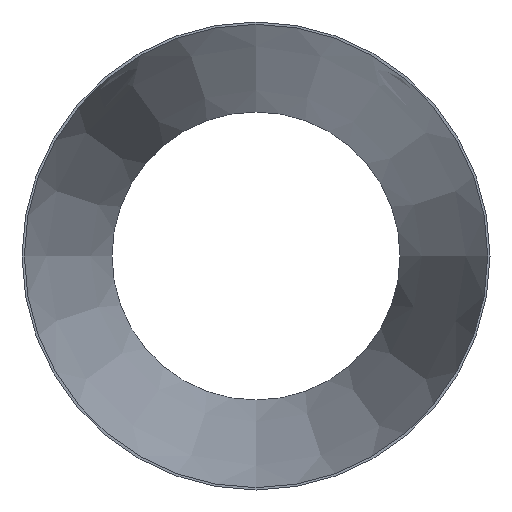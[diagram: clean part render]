
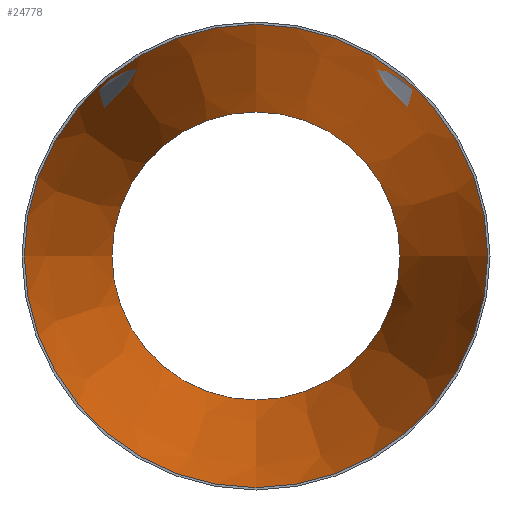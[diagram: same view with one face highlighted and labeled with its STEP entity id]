
A CAD part, front view. The second image highlights one B-rep face of the part: STEP entity #24778.
In plain terms, the highlighted conical face has half-angle 12.051 degrees and reference radius 200.955 mm.
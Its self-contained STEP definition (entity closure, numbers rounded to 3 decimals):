
#216 = EDGE_CURVE ( 'NONE', #32029, #32029, #21580, .T. ) ;
#2535 = FACE_BOUND ( 'NONE', #21672, .T. ) ;
#3980 = CARTESIAN_POINT ( 'NONE',  ( 0., 356., 0. ) ) ;
#4192 = EDGE_LOOP ( 'NONE', ( #16028 ) ) ;
#4961 = AXIS2_PLACEMENT_3D ( 'NONE', #3980, #24221, #32900 ) ;
#12790 = CIRCLE ( 'NONE', #16508, 200.955 ) ;
#13799 = ORIENTED_EDGE ( 'NONE', *, *, #216, .F. ) ;
#16028 = ORIENTED_EDGE ( 'NONE', *, *, #26730, .T. ) ;
#16508 = AXIS2_PLACEMENT_3D ( 'NONE', #19767, #37682, #34624 ) ;
#19767 = CARTESIAN_POINT ( 'NONE',  ( 0., 0., 0. ) ) ;
#20024 = CONICAL_SURFACE ( 'NONE', #36032, 200.955, 0.21 ) ;
#20440 = DIRECTION ( 'NONE',  ( 0., 0., -1. ) ) ;
#21580 = CIRCLE ( 'NONE', #4961, 124.955 ) ;
#21672 = EDGE_LOOP ( 'NONE', ( #13799 ) ) ;
#24221 = DIRECTION ( 'NONE',  ( 0., -1., 0. ) ) ;
#24778 = ADVANCED_FACE ( 'NONE', ( #2535, #29145 ), #20024, .F. ) ;
#25823 = VERTEX_POINT ( 'NONE', #35292 ) ;
#26730 = EDGE_CURVE ( 'NONE', #25823, #25823, #12790, .T. ) ;
#29145 = FACE_OUTER_BOUND ( 'NONE', #4192, .T. ) ;
#29336 = CARTESIAN_POINT ( 'NONE',  ( 0., 356., -124.955 ) ) ;
#31846 = CARTESIAN_POINT ( 'NONE',  ( 0., 0., 0. ) ) ;
#32029 = VERTEX_POINT ( 'NONE', #29336 ) ;
#32900 = DIRECTION ( 'NONE',  ( 0., 0., -1. ) ) ;
#34624 = DIRECTION ( 'NONE',  ( 0., 0., -1. ) ) ;
#35292 = CARTESIAN_POINT ( 'NONE',  ( 0., 0., -200.955 ) ) ;
#36032 = AXIS2_PLACEMENT_3D ( 'NONE', #31846, #37404, #20440 ) ;
#37404 = DIRECTION ( 'NONE',  ( 0., -1., 0. ) ) ;
#37682 = DIRECTION ( 'NONE',  ( 0., -1., 0. ) ) ;
